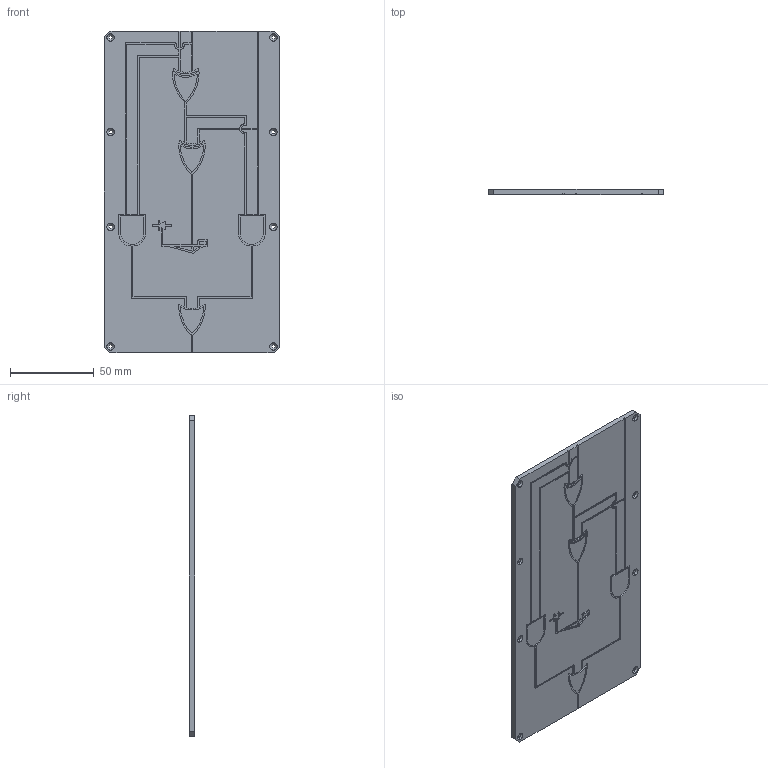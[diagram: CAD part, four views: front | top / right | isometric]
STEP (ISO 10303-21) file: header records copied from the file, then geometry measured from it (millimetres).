
FILE_DESCRIPTION (( 'STEP AP214' ), '1' );
FILE_NAME ('backplate mock.STEP', '2023-10-13T04:12:07', ( '' ), ( '' ), 'SwSTEP 2.0', 'SolidWorks 2022', '' );
FILE_SCHEMA (( 'AUTOMOTIVE_DESIGN' ));
Length unit declared in the file: millimetre
Products named in the file (1): backplate mock
Bounding box: 105 x 3.17 x 192.35 mm (x, y, z)
Volume: 63312.1 mm3; surface area: 43455.1 mm2
Topology: 1 solids, 1 shells, 265 faces, 734 edges, 484 vertices
Faces by surface type: plane 133, cylinder 116, cone 16
Entity records: 8574 total; most frequent: DIRECTION 1514, CARTESIAN_POINT 1484, ORIENTED_EDGE 1468, EDGE_CURVE 734, AXIS2_PLACEMENT_3D 514, LINE 486, VECTOR 486, VERTEX_POINT 484
